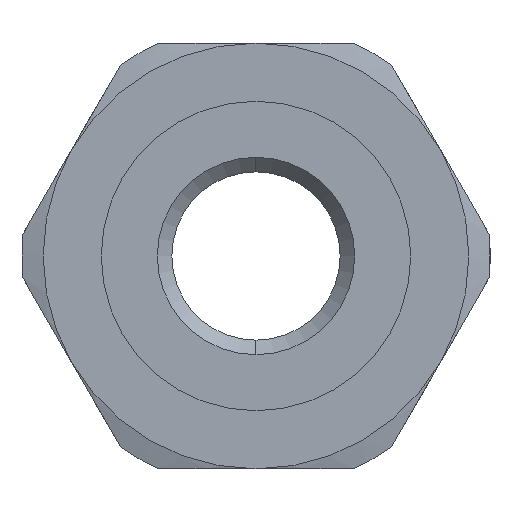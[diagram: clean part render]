
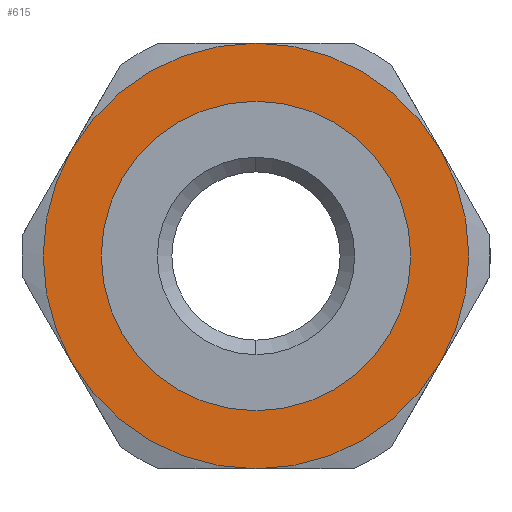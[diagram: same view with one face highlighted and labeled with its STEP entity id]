
A CAD part, left-side view. The second image highlights one B-rep face of the part: STEP entity #615.
In plain terms, the highlighted planar face has unit normal (-1, 0, 0).
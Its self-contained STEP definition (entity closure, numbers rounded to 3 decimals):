
#34 = CIRCLE ( 'NONE', #783, 11. ) ;
#75 = VERTEX_POINT ( 'NONE', #291 ) ;
#91 = CARTESIAN_POINT ( 'NONE',  ( 15.3, 0., 0. ) ) ;
#102 = DIRECTION ( 'NONE',  ( 1., 0., 0. ) ) ;
#121 = DIRECTION ( 'NONE',  ( 0., 0., -1. ) ) ;
#173 = CIRCLE ( 'NONE', #1578, 11. ) ;
#231 = DIRECTION ( 'NONE',  ( 0., 0., 1. ) ) ;
#238 = ORIENTED_EDGE ( 'NONE', *, *, #708, .F. ) ;
#254 = DIRECTION ( 'NONE',  ( 0., 0., -1. ) ) ;
#261 = CIRCLE ( 'NONE', #377, 11. ) ;
#285 = CARTESIAN_POINT ( 'NONE',  ( 15.3, 0., 0. ) ) ;
#291 = CARTESIAN_POINT ( 'NONE',  ( 15.3, 0., 8. ) ) ;
#312 = DIRECTION ( 'NONE',  ( 1., 0., 0. ) ) ;
#314 = DIRECTION ( 'NONE',  ( 1., 0., 0. ) ) ;
#377 = AXIS2_PLACEMENT_3D ( 'NONE', #530, #1362, #537 ) ;
#390 = CARTESIAN_POINT ( 'NONE',  ( 15.3, 9.526, -5.5 ) ) ;
#401 = CARTESIAN_POINT ( 'NONE',  ( 15.3, -9.526, 5.5 ) ) ;
#430 = VERTEX_POINT ( 'NONE', #401 ) ;
#432 = CARTESIAN_POINT ( 'NONE',  ( 15.3, 8., 0. ) ) ;
#448 = AXIS2_PLACEMENT_3D ( 'NONE', #477, #312, #1447 ) ;
#477 = CARTESIAN_POINT ( 'NONE',  ( 15.3, 0., 0. ) ) ;
#530 = CARTESIAN_POINT ( 'NONE',  ( 15.3, 0., 0. ) ) ;
#537 = DIRECTION ( 'NONE',  ( 0., 0., -1. ) ) ;
#615 = ADVANCED_FACE ( 'NONE', ( #1665, #1664 ), #1256, .F. ) ;
#621 = CIRCLE ( 'NONE', #650, 11. ) ;
#638 = VERTEX_POINT ( 'NONE', #1121 ) ;
#650 = AXIS2_PLACEMENT_3D ( 'NONE', #91, #1228, #254 ) ;
#673 = AXIS2_PLACEMENT_3D ( 'NONE', #1014, #697, #231 ) ;
#697 = DIRECTION ( 'NONE',  ( -1., 0., 0. ) ) ;
#698 = EDGE_CURVE ( 'NONE', #1941, #2011, #1478, .T. ) ;
#708 = EDGE_CURVE ( 'NONE', #1895, #638, #173, .T. ) ;
#733 = ORIENTED_EDGE ( 'NONE', *, *, #698, .F. ) ;
#735 = CARTESIAN_POINT ( 'NONE',  ( 15.3, -9.526, -5.5 ) ) ;
#759 = DIRECTION ( 'NONE',  ( 0., 0., -1. ) ) ;
#783 = AXIS2_PLACEMENT_3D ( 'NONE', #285, #1415, #1906 ) ;
#787 = CARTESIAN_POINT ( 'NONE',  ( 15.3, 0., 0. ) ) ;
#805 = CARTESIAN_POINT ( 'NONE',  ( 15.3, 0., 0. ) ) ;
#846 = ORIENTED_EDGE ( 'NONE', *, *, #2048, .F. ) ;
#1007 = ORIENTED_EDGE ( 'NONE', *, *, #1944, .F. ) ;
#1014 = CARTESIAN_POINT ( 'NONE',  ( 15.3, 0., 0. ) ) ;
#1065 = EDGE_CURVE ( 'NONE', #75, #1483, #1328, .T. ) ;
#1106 = DIRECTION ( 'NONE',  ( 1., 0., 0. ) ) ;
#1121 = CARTESIAN_POINT ( 'NONE',  ( 15.3, 0., -11. ) ) ;
#1157 = AXIS2_PLACEMENT_3D ( 'NONE', #432, #102, #121 ) ;
#1190 = EDGE_LOOP ( 'NONE', ( #1874, #1621 ) ) ;
#1202 = CARTESIAN_POINT ( 'NONE',  ( 15.3, 0., 11. ) ) ;
#1222 = CIRCLE ( 'NONE', #673, 11. ) ;
#1228 = DIRECTION ( 'NONE',  ( 1., 0., 0. ) ) ;
#1256 = PLANE ( 'NONE',  #1157 ) ;
#1273 = DIRECTION ( 'NONE',  ( 0., 0., -1. ) ) ;
#1328 = CIRCLE ( 'NONE', #2078, 8. ) ;
#1344 = VERTEX_POINT ( 'NONE', #1202 ) ;
#1350 = AXIS2_PLACEMENT_3D ( 'NONE', #787, #1106, #1273 ) ;
#1362 = DIRECTION ( 'NONE',  ( 1., 0., 0. ) ) ;
#1392 = EDGE_LOOP ( 'NONE', ( #846, #238, #1007, #1404, #1832, #733 ) ) ;
#1404 = ORIENTED_EDGE ( 'NONE', *, *, #1486, .F. ) ;
#1415 = DIRECTION ( 'NONE',  ( 1., 0., 0. ) ) ;
#1420 = CARTESIAN_POINT ( 'NONE',  ( 15.3, 0., -8. ) ) ;
#1429 = CARTESIAN_POINT ( 'NONE',  ( 15.3, 9.526, 5.5 ) ) ;
#1447 = DIRECTION ( 'NONE',  ( 0., 0., -1. ) ) ;
#1452 = DIRECTION ( 'NONE',  ( 0., 0., -1. ) ) ;
#1478 = CIRCLE ( 'NONE', #1350, 11. ) ;
#1483 = VERTEX_POINT ( 'NONE', #1420 ) ;
#1486 = EDGE_CURVE ( 'NONE', #1344, #430, #621, .T. ) ;
#1575 = CARTESIAN_POINT ( 'NONE',  ( 15.3, 0., 0. ) ) ;
#1578 = AXIS2_PLACEMENT_3D ( 'NONE', #805, #314, #1452 ) ;
#1621 = ORIENTED_EDGE ( 'NONE', *, *, #1065, .T. ) ;
#1664 = FACE_OUTER_BOUND ( 'NONE', #1392, .T. ) ;
#1665 = FACE_BOUND ( 'NONE', #1190, .T. ) ;
#1832 = ORIENTED_EDGE ( 'NONE', *, *, #1939, .T. ) ;
#1842 = CIRCLE ( 'NONE', #448, 8. ) ;
#1874 = ORIENTED_EDGE ( 'NONE', *, *, #2017, .T. ) ;
#1895 = VERTEX_POINT ( 'NONE', #735 ) ;
#1906 = DIRECTION ( 'NONE',  ( 0., 0., -1. ) ) ;
#1916 = DIRECTION ( 'NONE',  ( 1., 0., 0. ) ) ;
#1939 = EDGE_CURVE ( 'NONE', #1344, #2011, #1222, .T. ) ;
#1941 = VERTEX_POINT ( 'NONE', #390 ) ;
#1944 = EDGE_CURVE ( 'NONE', #430, #1895, #34, .T. ) ;
#2011 = VERTEX_POINT ( 'NONE', #1429 ) ;
#2017 = EDGE_CURVE ( 'NONE', #1483, #75, #1842, .T. ) ;
#2048 = EDGE_CURVE ( 'NONE', #638, #1941, #261, .T. ) ;
#2078 = AXIS2_PLACEMENT_3D ( 'NONE', #1575, #1916, #759 ) ;
